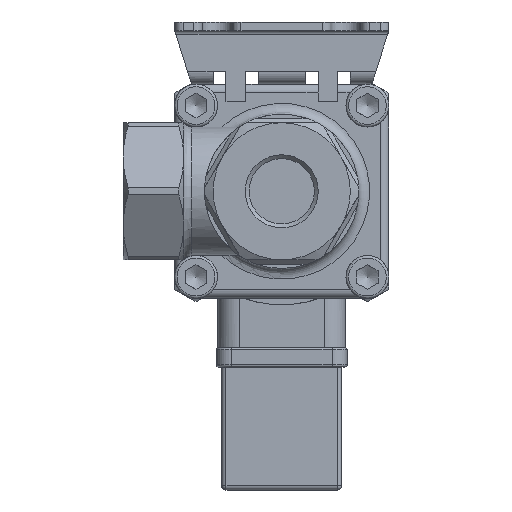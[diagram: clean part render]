
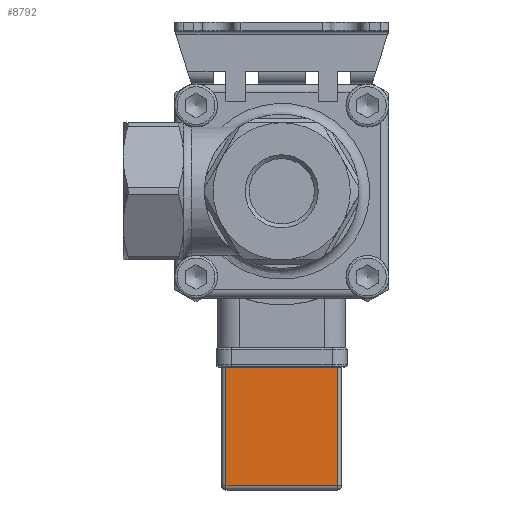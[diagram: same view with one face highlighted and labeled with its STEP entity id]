
A CAD part, left-side view. The second image highlights one B-rep face of the part: STEP entity #8792.
In plain terms, the highlighted planar face has unit normal (-1, 0, 0).
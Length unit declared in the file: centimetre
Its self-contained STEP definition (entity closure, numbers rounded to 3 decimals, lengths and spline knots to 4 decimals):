
#928=LINE('',#14980,#1512);
#929=LINE('',#14985,#1513);
#931=LINE('',#15008,#1515);
#932=LINE('',#15009,#1516);
#1512=VECTOR('',#11789,2.77);
#1513=VECTOR('',#11796,2.6);
#1515=VECTOR('',#11834,2.6);
#1516=VECTOR('',#11835,2.77);
#2180=FACE_OUTER_BOUND('',#2764,.T.);
#2764=EDGE_LOOP('',(#7255,#7256,#7257,#7258));
#3908=VERTEX_POINT('',#14976);
#3909=VERTEX_POINT('',#14978);
#3910=VERTEX_POINT('',#14983);
#3913=VERTEX_POINT('',#15007);
#5035=EDGE_CURVE('',#3909,#3908,#928,.T.);
#5038=EDGE_CURVE('',#3910,#3909,#929,.T.);
#5050=EDGE_CURVE('',#3913,#3908,#931,.T.);
#5051=EDGE_CURVE('',#3913,#3910,#932,.T.);
#7255=ORIENTED_EDGE('',*,*,#5050,.T.);
#7256=ORIENTED_EDGE('',*,*,#5035,.F.);
#7257=ORIENTED_EDGE('',*,*,#5038,.F.);
#7258=ORIENTED_EDGE('',*,*,#5051,.F.);
#7859=PLANE('',#9636);
#8792=ADVANCED_FACE('',(#2180),#7859,.T.);
#9636=AXIS2_PLACEMENT_3D('',#15006,#11832,#11833);
#11789=DIRECTION('',(0.,0.,1.));
#11796=DIRECTION('',(0.,1.,0.));
#11832=DIRECTION('center_axis',(-1.,0.,0.));
#11833=DIRECTION('ref_axis',(0.,0.,-1.));
#11834=DIRECTION('',(0.,1.,0.));
#11835=DIRECTION('',(0.,0.,-1.));
#14976=CARTESIAN_POINT('',(5.85,1.3,-4.1));
#14978=CARTESIAN_POINT('',(5.85,1.3,-6.87));
#14980=CARTESIAN_POINT('',(5.85,1.3,-6.97));
#14983=CARTESIAN_POINT('',(5.85,-1.3,-6.87));
#14985=CARTESIAN_POINT('',(5.85,-0.7,-6.87));
#15006=CARTESIAN_POINT('Origin',(5.85,-1.4,-6.97));
#15007=CARTESIAN_POINT('',(5.85,-1.3,-4.1));
#15008=CARTESIAN_POINT('',(5.85,-0.7,-4.1));
#15009=CARTESIAN_POINT('',(5.85,-1.3,-6.97));
